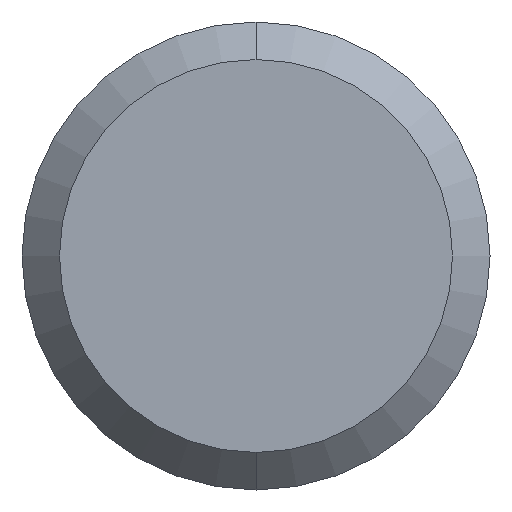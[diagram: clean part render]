
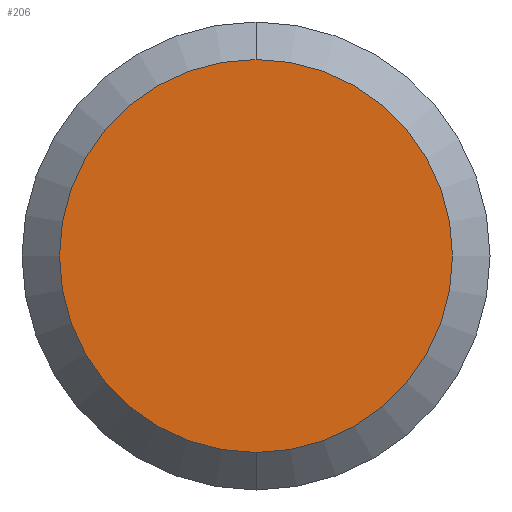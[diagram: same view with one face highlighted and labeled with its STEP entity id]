
A CAD part, front view. The second image highlights one B-rep face of the part: STEP entity #206.
In plain terms, the highlighted planar face has unit normal (0, -1, 0).
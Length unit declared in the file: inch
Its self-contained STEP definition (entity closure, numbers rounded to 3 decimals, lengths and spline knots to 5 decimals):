
#6 = DIRECTION ( 'NONE',  ( 0., 1., 0. ) ) ;
#31 = FACE_OUTER_BOUND ( 'NONE', #94, .T. ) ;
#55 = EDGE_CURVE ( 'NONE', #158, #152, #256, .T. ) ;
#56 = EDGE_CURVE ( 'NONE', #152, #158, #84, .T. ) ;
#61 = CARTESIAN_POINT ( 'NONE',  ( 0., 0., -0.10485 ) ) ;
#74 = CARTESIAN_POINT ( 'NONE',  ( 0., 0., 0. ) ) ;
#78 = ORIENTED_EDGE ( 'NONE', *, *, #56, .T. ) ;
#81 = DIRECTION ( 'NONE',  ( 0., 0., 1. ) ) ;
#84 = CIRCLE ( 'NONE', #166, 0.10485 ) ;
#94 = EDGE_LOOP ( 'NONE', ( #228, #78 ) ) ;
#104 = DIRECTION ( 'NONE',  ( 0., -1., 0. ) ) ;
#108 = AXIS2_PLACEMENT_3D ( 'NONE', #74, #6, #118 ) ;
#118 = DIRECTION ( 'NONE',  ( 0., 0., 1. ) ) ;
#152 = VERTEX_POINT ( 'NONE', #61 ) ;
#158 = VERTEX_POINT ( 'NONE', #245 ) ;
#166 = AXIS2_PLACEMENT_3D ( 'NONE', #224, #181, #81 ) ;
#170 = PLANE ( 'NONE',  #108 ) ;
#179 = CARTESIAN_POINT ( 'NONE',  ( 0., 0., 0. ) ) ;
#181 = DIRECTION ( 'NONE',  ( 0., -1., 0. ) ) ;
#182 = AXIS2_PLACEMENT_3D ( 'NONE', #179, #104, #268 ) ;
#206 = ADVANCED_FACE ( 'NONE', ( #31 ), #170, .F. ) ;
#224 = CARTESIAN_POINT ( 'NONE',  ( 0., 0., 0. ) ) ;
#228 = ORIENTED_EDGE ( 'NONE', *, *, #55, .T. ) ;
#245 = CARTESIAN_POINT ( 'NONE',  ( 0., 0., 0.10485 ) ) ;
#256 = CIRCLE ( 'NONE', #182, 0.10485 ) ;
#268 = DIRECTION ( 'NONE',  ( 0., 0., 1. ) ) ;
